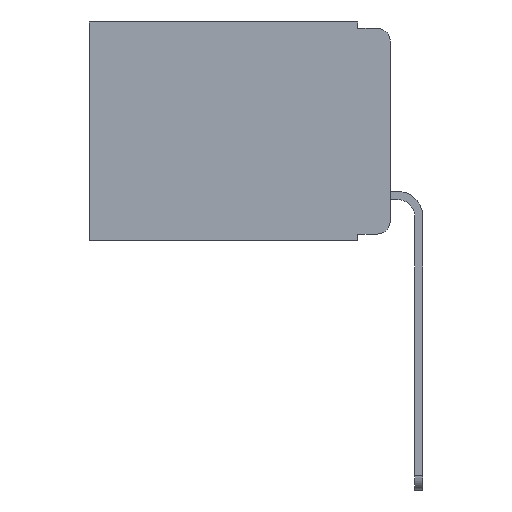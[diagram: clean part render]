
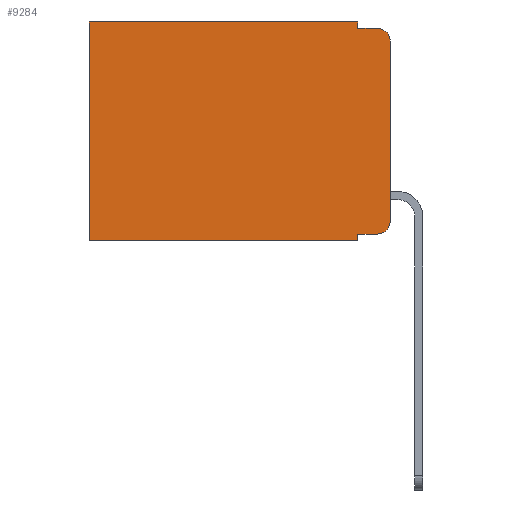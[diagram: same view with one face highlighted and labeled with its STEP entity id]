
A CAD part, left-side view. The second image highlights one B-rep face of the part: STEP entity #9284.
In plain terms, the highlighted planar face has unit normal (-1, 0, 0).
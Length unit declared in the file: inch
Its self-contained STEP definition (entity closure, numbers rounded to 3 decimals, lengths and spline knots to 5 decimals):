
#351 = LINE ( 'NONE', #3602, #4951 ) ;
#442 = CARTESIAN_POINT ( 'NONE',  ( 0.298, 0., 0. ) ) ;
#879 = EDGE_CURVE ( 'NONE', #19948, #3698, #4124, .T. ) ;
#904 = VERTEX_POINT ( 'NONE', #13575 ) ;
#946 = DIRECTION ( 'NONE',  ( -1., 0., 0. ) ) ;
#1102 = ORIENTED_EDGE ( 'NONE', *, *, #4055, .F. ) ;
#1361 = DIRECTION ( 'NONE',  ( 0., 0., -1. ) ) ;
#1815 = VECTOR ( 'NONE', #13489, 39.37008 ) ;
#2066 = EDGE_CURVE ( 'NONE', #3698, #10379, #14999, .T. ) ;
#3437 = CARTESIAN_POINT ( 'NONE',  ( 0.298, 0.02, -0.03 ) ) ;
#3581 = VECTOR ( 'NONE', #12435, 39.37008 ) ;
#3602 = CARTESIAN_POINT ( 'NONE',  ( 0.298, 0., 0. ) ) ;
#3698 = VERTEX_POINT ( 'NONE', #10623 ) ;
#3801 = ORIENTED_EDGE ( 'NONE', *, *, #17114, .T. ) ;
#3840 = LINE ( 'NONE', #6261, #19811 ) ;
#3950 = DIRECTION ( 'NONE',  ( 0., 0., -1. ) ) ;
#4055 = EDGE_CURVE ( 'NONE', #14946, #11577, #13427, .T. ) ;
#4124 = LINE ( 'NONE', #4974, #20035 ) ;
#4323 = ORIENTED_EDGE ( 'NONE', *, *, #10028, .T. ) ;
#4349 = CARTESIAN_POINT ( 'NONE',  ( 0.298, 0.051, -0.343 ) ) ;
#4608 = VERTEX_POINT ( 'NONE', #7864 ) ;
#4765 = EDGE_CURVE ( 'NONE', #904, #14946, #6247, .T. ) ;
#4808 = CARTESIAN_POINT ( 'NONE',  ( 0.298, 0.051, -0.01 ) ) ;
#4951 = VECTOR ( 'NONE', #14735, 39.37008 ) ;
#4974 = CARTESIAN_POINT ( 'NONE',  ( 0.298, 0.051, -0.333 ) ) ;
#5117 = DIRECTION ( 'NONE',  ( 0., 0., -1. ) ) ;
#5338 = CARTESIAN_POINT ( 'NONE',  ( 0.298, 0.051, 0. ) ) ;
#5415 = CARTESIAN_POINT ( 'NONE',  ( 0.298, 0.051, 0. ) ) ;
#6090 = AXIS2_PLACEMENT_3D ( 'NONE', #3437, #14575, #5117 ) ;
#6247 = LINE ( 'NONE', #5415, #1815 ) ;
#6261 = CARTESIAN_POINT ( 'NONE',  ( 0.298, 0.473, 0. ) ) ;
#6933 = DIRECTION ( 'NONE',  ( 0., 0., -1. ) ) ;
#7066 = CARTESIAN_POINT ( 'NONE',  ( 0.298, 0., -0.313 ) ) ;
#7259 = CARTESIAN_POINT ( 'NONE',  ( 0.298, 0.051, -0.333 ) ) ;
#7864 = CARTESIAN_POINT ( 'NONE',  ( 0.298, 0.473, -0.343 ) ) ;
#8087 = DIRECTION ( 'NONE',  ( 0., -1., 0. ) ) ;
#8437 = EDGE_CURVE ( 'NONE', #9879, #10379, #351, .T. ) ;
#8540 = ORIENTED_EDGE ( 'NONE', *, *, #16745, .F. ) ;
#9039 = ORIENTED_EDGE ( 'NONE', *, *, #16353, .F. ) ;
#9284 = ADVANCED_FACE ( 'NONE', ( #10093 ), #10265, .F. ) ;
#9632 = CARTESIAN_POINT ( 'NONE',  ( 0.298, 0.051, -0.01 ) ) ;
#9879 = VERTEX_POINT ( 'NONE', #18366 ) ;
#10028 = EDGE_CURVE ( 'NONE', #11003, #4608, #3840, .T. ) ;
#10093 = FACE_OUTER_BOUND ( 'NONE', #12212, .T. ) ;
#10265 = PLANE ( 'NONE',  #18537 ) ;
#10379 = VERTEX_POINT ( 'NONE', #7066 ) ;
#10623 = CARTESIAN_POINT ( 'NONE',  ( 0.298, 0.02, -0.333 ) ) ;
#11003 = VERTEX_POINT ( 'NONE', #18661 ) ;
#11030 = ORIENTED_EDGE ( 'NONE', *, *, #2066, .T. ) ;
#11493 = ORIENTED_EDGE ( 'NONE', *, *, #8437, .F. ) ;
#11577 = VERTEX_POINT ( 'NONE', #13014 ) ;
#12212 = EDGE_LOOP ( 'NONE', ( #11493, #12981, #1102, #13983, #3801, #4323, #8540, #9039, #14739, #11030 ) ) ;
#12435 = DIRECTION ( 'NONE',  ( 0., 1., 0. ) ) ;
#12645 = CIRCLE ( 'NONE', #6090, 0.02 ) ;
#12706 = DIRECTION ( 'NONE',  ( 0., 0., -1. ) ) ;
#12981 = ORIENTED_EDGE ( 'NONE', *, *, #14015, .T. ) ;
#13014 = CARTESIAN_POINT ( 'NONE',  ( 0.298, 0.02, -0.01 ) ) ;
#13233 = DIRECTION ( 'NONE',  ( 0., 1., 0. ) ) ;
#13299 = VECTOR ( 'NONE', #6933, 39.37008 ) ;
#13427 = LINE ( 'NONE', #9632, #16557 ) ;
#13469 = DIRECTION ( 'NONE',  ( 1., 0., 0. ) ) ;
#13489 = DIRECTION ( 'NONE',  ( 0., 0., -1. ) ) ;
#13575 = CARTESIAN_POINT ( 'NONE',  ( 0.298, 0.051, 0. ) ) ;
#13983 = ORIENTED_EDGE ( 'NONE', *, *, #4765, .F. ) ;
#14015 = EDGE_CURVE ( 'NONE', #9879, #11577, #12645, .T. ) ;
#14575 = DIRECTION ( 'NONE',  ( -1., 0., 0. ) ) ;
#14735 = DIRECTION ( 'NONE',  ( 0., 0., -1. ) ) ;
#14739 = ORIENTED_EDGE ( 'NONE', *, *, #879, .T. ) ;
#14946 = VERTEX_POINT ( 'NONE', #4808 ) ;
#14999 = CIRCLE ( 'NONE', #20004, 0.02 ) ;
#15478 = DIRECTION ( 'NONE',  ( 0., -1., 0. ) ) ;
#15817 = VERTEX_POINT ( 'NONE', #4349 ) ;
#16353 = EDGE_CURVE ( 'NONE', #19948, #15817, #17351, .T. ) ;
#16373 = CARTESIAN_POINT ( 'NONE',  ( 0.298, 0., 0. ) ) ;
#16557 = VECTOR ( 'NONE', #8087, 39.37008 ) ;
#16745 = EDGE_CURVE ( 'NONE', #15817, #4608, #19594, .T. ) ;
#16906 = LINE ( 'NONE', #16373, #17356 ) ;
#17063 = CARTESIAN_POINT ( 'NONE',  ( 0.298, 0., -0.343 ) ) ;
#17114 = EDGE_CURVE ( 'NONE', #904, #11003, #16906, .T. ) ;
#17249 = CARTESIAN_POINT ( 'NONE',  ( 0.298, 0.02, -0.313 ) ) ;
#17351 = LINE ( 'NONE', #5338, #13299 ) ;
#17356 = VECTOR ( 'NONE', #13233, 39.37008 ) ;
#18366 = CARTESIAN_POINT ( 'NONE',  ( 0.298, 0., -0.03 ) ) ;
#18537 = AXIS2_PLACEMENT_3D ( 'NONE', #442, #13469, #3950 ) ;
#18661 = CARTESIAN_POINT ( 'NONE',  ( 0.298, 0.473, 0. ) ) ;
#19594 = LINE ( 'NONE', #17063, #3581 ) ;
#19811 = VECTOR ( 'NONE', #1361, 39.37008 ) ;
#19948 = VERTEX_POINT ( 'NONE', #7259 ) ;
#20004 = AXIS2_PLACEMENT_3D ( 'NONE', #17249, #946, #12706 ) ;
#20035 = VECTOR ( 'NONE', #15478, 39.37008 ) ;
